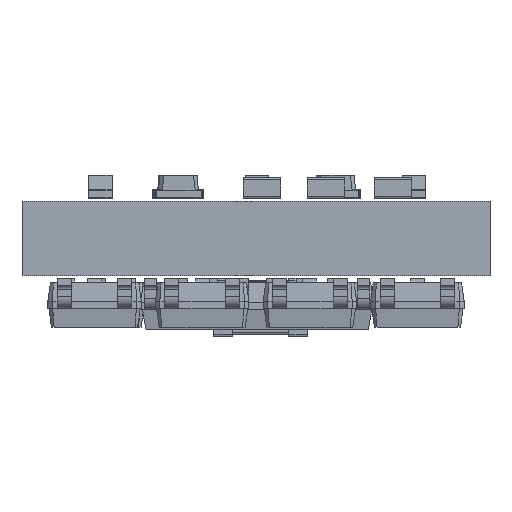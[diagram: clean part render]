
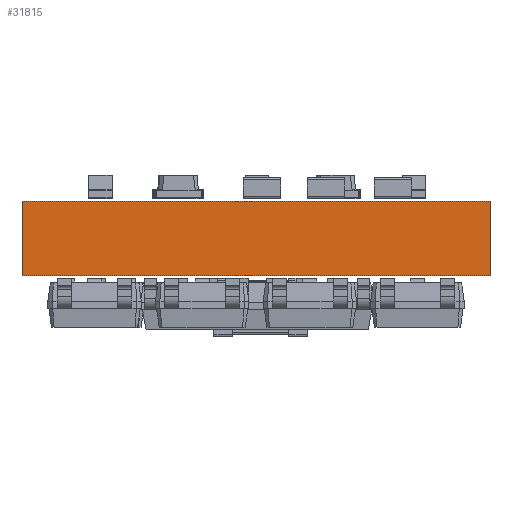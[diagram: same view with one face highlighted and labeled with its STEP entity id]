
A CAD part, front view. The second image highlights one B-rep face of the part: STEP entity #31815.
In plain terms, the highlighted planar face has unit normal (0, -1, 0).
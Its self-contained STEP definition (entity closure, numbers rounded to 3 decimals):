
#31634 = PLANE('',#31635);
#31635 = AXIS2_PLACEMENT_3D('',#31636,#31637,#31638);
#31636 = CARTESIAN_POINT('',(5.,-9.05,0.));
#31637 = DIRECTION('',(1.,0.,0.));
#31638 = DIRECTION('',(0.,-1.,0.));
#31659 = VERTEX_POINT('',#31660);
#31660 = CARTESIAN_POINT('',(5.,-10.,1.6));
#31674 = PLANE('',#31675);
#31675 = AXIS2_PLACEMENT_3D('',#31676,#31677,#31678);
#31676 = CARTESIAN_POINT('',(0.,0.,1.6));
#31677 = DIRECTION('',(0.,0.,-1.));
#31678 = DIRECTION('',(-1.,0.,0.));
#31686 = EDGE_CURVE('',#31687,#31659,#31689,.T.);
#31687 = VERTEX_POINT('',#31688);
#31688 = CARTESIAN_POINT('',(5.,-10.,0.));
#31689 = SURFACE_CURVE('',#31690,(#31694,#31701),.PCURVE_S1.);
#31690 = LINE('',#31691,#31692);
#31691 = CARTESIAN_POINT('',(5.,-10.,0.));
#31692 = VECTOR('',#31693,1.);
#31693 = DIRECTION('',(0.,0.,1.));
#31694 = PCURVE('',#31634,#31695);
#31695 = DEFINITIONAL_REPRESENTATION('',(#31696),#31700);
#31696 = LINE('',#31697,#31698);
#31697 = CARTESIAN_POINT('',(0.95,0.));
#31698 = VECTOR('',#31699,1.);
#31699 = DIRECTION('',(0.,-1.));
#31700 = ( GEOMETRIC_REPRESENTATION_CONTEXT(2) 
PARAMETRIC_REPRESENTATION_CONTEXT() REPRESENTATION_CONTEXT('2D SPACE',''
  ) );
#31701 = PCURVE('',#31702,#31707);
#31702 = PLANE('',#31703);
#31703 = AXIS2_PLACEMENT_3D('',#31704,#31705,#31706);
#31704 = CARTESIAN_POINT('',(5.,-10.,0.));
#31705 = DIRECTION('',(0.,-1.,0.));
#31706 = DIRECTION('',(-1.,0.,0.));
#31707 = DEFINITIONAL_REPRESENTATION('',(#31708),#31712);
#31708 = LINE('',#31709,#31710);
#31709 = CARTESIAN_POINT('',(0.,0.));
#31710 = VECTOR('',#31711,1.);
#31711 = DIRECTION('',(0.,-1.));
#31712 = ( GEOMETRIC_REPRESENTATION_CONTEXT(2) 
PARAMETRIC_REPRESENTATION_CONTEXT() REPRESENTATION_CONTEXT('2D SPACE',''
  ) );
#31728 = PLANE('',#31729);
#31729 = AXIS2_PLACEMENT_3D('',#31730,#31731,#31732);
#31730 = CARTESIAN_POINT('',(0.,0.,0.));
#31731 = DIRECTION('',(0.,0.,-1.));
#31732 = DIRECTION('',(-1.,0.,0.));
#31815 = ADVANCED_FACE('',(#31816),#31702,.T.);
#31816 = FACE_BOUND('',#31817,.T.);
#31817 = EDGE_LOOP('',(#31818,#31819,#31842,#31870));
#31818 = ORIENTED_EDGE('',*,*,#31686,.T.);
#31819 = ORIENTED_EDGE('',*,*,#31820,.T.);
#31820 = EDGE_CURVE('',#31659,#31821,#31823,.T.);
#31821 = VERTEX_POINT('',#31822);
#31822 = CARTESIAN_POINT('',(-5.,-10.,1.6));
#31823 = SURFACE_CURVE('',#31824,(#31828,#31835),.PCURVE_S1.);
#31824 = LINE('',#31825,#31826);
#31825 = CARTESIAN_POINT('',(5.,-10.,1.6));
#31826 = VECTOR('',#31827,1.);
#31827 = DIRECTION('',(-1.,0.,0.));
#31828 = PCURVE('',#31702,#31829);
#31829 = DEFINITIONAL_REPRESENTATION('',(#31830),#31834);
#31830 = LINE('',#31831,#31832);
#31831 = CARTESIAN_POINT('',(0.,-1.6));
#31832 = VECTOR('',#31833,1.);
#31833 = DIRECTION('',(1.,0.));
#31834 = ( GEOMETRIC_REPRESENTATION_CONTEXT(2) 
PARAMETRIC_REPRESENTATION_CONTEXT() REPRESENTATION_CONTEXT('2D SPACE',''
  ) );
#31835 = PCURVE('',#31674,#31836);
#31836 = DEFINITIONAL_REPRESENTATION('',(#31837),#31841);
#31837 = LINE('',#31838,#31839);
#31838 = CARTESIAN_POINT('',(-5.,-10.));
#31839 = VECTOR('',#31840,1.);
#31840 = DIRECTION('',(1.,0.));
#31841 = ( GEOMETRIC_REPRESENTATION_CONTEXT(2) 
PARAMETRIC_REPRESENTATION_CONTEXT() REPRESENTATION_CONTEXT('2D SPACE',''
  ) );
#31842 = ORIENTED_EDGE('',*,*,#31843,.F.);
#31843 = EDGE_CURVE('',#31844,#31821,#31846,.T.);
#31844 = VERTEX_POINT('',#31845);
#31845 = CARTESIAN_POINT('',(-5.,-10.,0.));
#31846 = SURFACE_CURVE('',#31847,(#31851,#31858),.PCURVE_S1.);
#31847 = LINE('',#31848,#31849);
#31848 = CARTESIAN_POINT('',(-5.,-10.,0.));
#31849 = VECTOR('',#31850,1.);
#31850 = DIRECTION('',(0.,0.,1.));
#31851 = PCURVE('',#31702,#31852);
#31852 = DEFINITIONAL_REPRESENTATION('',(#31853),#31857);
#31853 = LINE('',#31854,#31855);
#31854 = CARTESIAN_POINT('',(10.,0.));
#31855 = VECTOR('',#31856,1.);
#31856 = DIRECTION('',(0.,-1.));
#31857 = ( GEOMETRIC_REPRESENTATION_CONTEXT(2) 
PARAMETRIC_REPRESENTATION_CONTEXT() REPRESENTATION_CONTEXT('2D SPACE',''
  ) );
#31858 = PCURVE('',#31859,#31864);
#31859 = PLANE('',#31860);
#31860 = AXIS2_PLACEMENT_3D('',#31861,#31862,#31863);
#31861 = CARTESIAN_POINT('',(-5.,-10.,0.));
#31862 = DIRECTION('',(-1.,0.,0.));
#31863 = DIRECTION('',(0.,1.,0.));
#31864 = DEFINITIONAL_REPRESENTATION('',(#31865),#31869);
#31865 = LINE('',#31866,#31867);
#31866 = CARTESIAN_POINT('',(0.,0.));
#31867 = VECTOR('',#31868,1.);
#31868 = DIRECTION('',(0.,-1.));
#31869 = ( GEOMETRIC_REPRESENTATION_CONTEXT(2) 
PARAMETRIC_REPRESENTATION_CONTEXT() REPRESENTATION_CONTEXT('2D SPACE',''
  ) );
#31870 = ORIENTED_EDGE('',*,*,#31871,.F.);
#31871 = EDGE_CURVE('',#31687,#31844,#31872,.T.);
#31872 = SURFACE_CURVE('',#31873,(#31877,#31884),.PCURVE_S1.);
#31873 = LINE('',#31874,#31875);
#31874 = CARTESIAN_POINT('',(5.,-10.,0.));
#31875 = VECTOR('',#31876,1.);
#31876 = DIRECTION('',(-1.,0.,0.));
#31877 = PCURVE('',#31702,#31878);
#31878 = DEFINITIONAL_REPRESENTATION('',(#31879),#31883);
#31879 = LINE('',#31880,#31881);
#31880 = CARTESIAN_POINT('',(0.,0.));
#31881 = VECTOR('',#31882,1.);
#31882 = DIRECTION('',(1.,0.));
#31883 = ( GEOMETRIC_REPRESENTATION_CONTEXT(2) 
PARAMETRIC_REPRESENTATION_CONTEXT() REPRESENTATION_CONTEXT('2D SPACE',''
  ) );
#31884 = PCURVE('',#31728,#31885);
#31885 = DEFINITIONAL_REPRESENTATION('',(#31886),#31890);
#31886 = LINE('',#31887,#31888);
#31887 = CARTESIAN_POINT('',(-5.,-10.));
#31888 = VECTOR('',#31889,1.);
#31889 = DIRECTION('',(1.,0.));
#31890 = ( GEOMETRIC_REPRESENTATION_CONTEXT(2) 
PARAMETRIC_REPRESENTATION_CONTEXT() REPRESENTATION_CONTEXT('2D SPACE',''
  ) );
